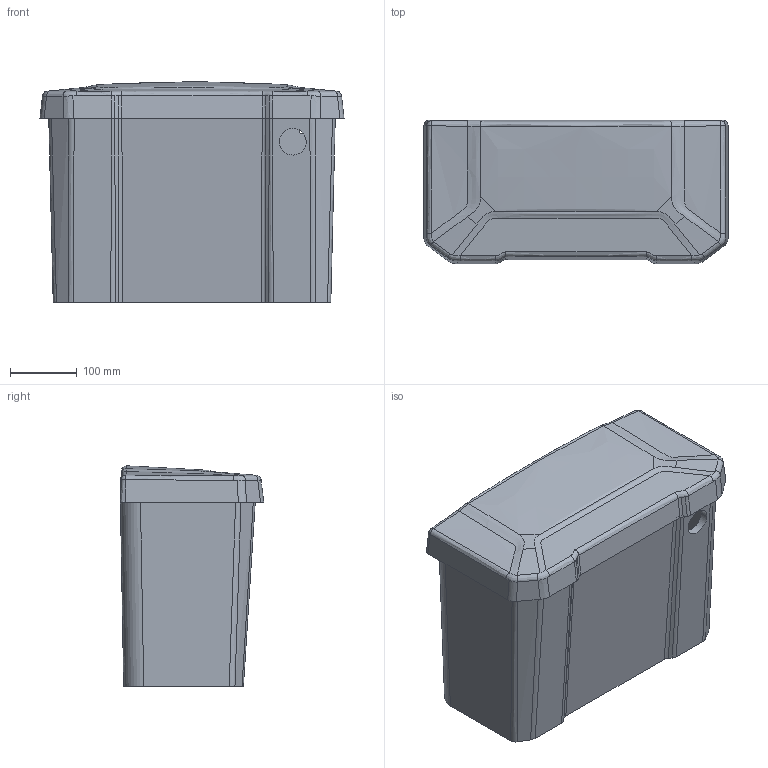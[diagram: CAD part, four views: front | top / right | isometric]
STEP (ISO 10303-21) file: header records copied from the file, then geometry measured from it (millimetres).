
FILE_DESCRIPTION(/* description */ (''),/* implementation_level */ '2;1');
FILE_NAME(/* name */ 'SY243~1',/* time_stamp */ '2021-11-22T10:20:59+08:00',/* author */ (''),/* organization */ (''),/* preprocessor_version */ 'ST-DEVELOPER v15',/* originating_system */ '',/* authorisation */ '');
FILE_SCHEMA (('AUTOMOTIVE_DESIGN'));
Length unit declared in the file: millimetre
Products named in the file (1): Document
Bounding box: 454.62 x 214.99 x 329.57 mm (x, y, z)
Volume: 8226067.8 mm3; surface area: 1001873.8 mm2
Topology: 2 solids, 2 shells, 136 faces, 374 edges, 242 vertices
Faces by surface type: bspline 102, plane 34
Entity records: 11337 total; most frequent: CARTESIAN_POINT 9172, ORIENTED_EDGE 748, EDGE_CURVE 374, VERTEX_POINT 242, B_SPLINE_CURVE_WITH_KNOTS 218, EDGE_LOOP 146, ADVANCED_FACE 136, FACE_OUTER_BOUND 136
